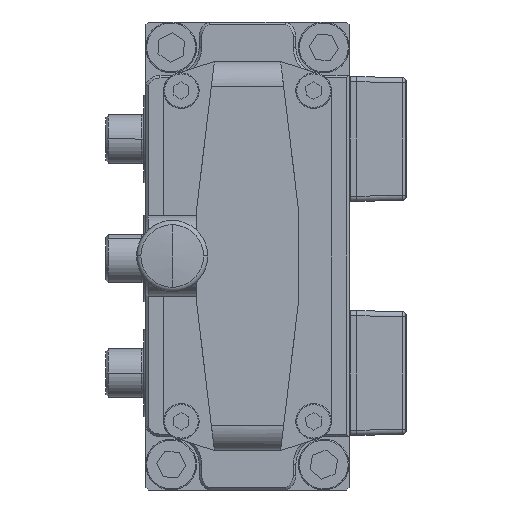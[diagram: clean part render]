
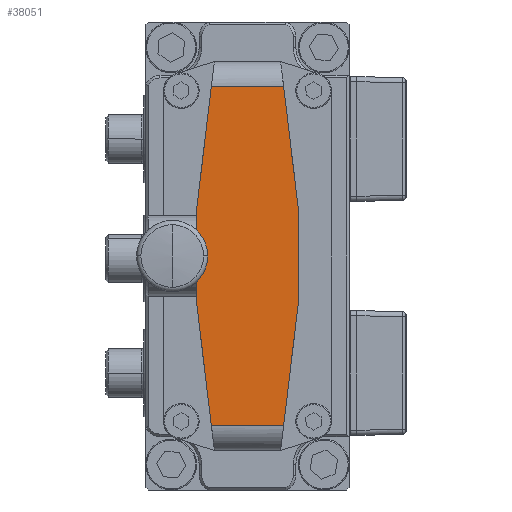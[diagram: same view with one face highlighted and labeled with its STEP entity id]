
A CAD part, front view. The second image highlights one B-rep face of the part: STEP entity #38051.
In plain terms, the highlighted planar face has unit normal (0, -1, 0).
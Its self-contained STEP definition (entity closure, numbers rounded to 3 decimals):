
#52 = DIRECTION ( 'NONE',  ( 0., 0., 1. ) ) ;
#262 = CARTESIAN_POINT ( 'NONE',  ( 10., -46.8, -9. ) ) ;
#815 = CARTESIAN_POINT ( 'NONE',  ( 9.964, -46.8, 9.6 ) ) ;
#1321 = EDGE_CURVE ( 'NONE', #47679, #25788, #2614, .T. ) ;
#1863 = EDGE_CURVE ( 'NONE', #25788, #49107, #33167, .T. ) ;
#2614 = LINE ( 'NONE', #25973, #47213 ) ;
#2733 = CARTESIAN_POINT ( 'NONE',  ( 9.964, -46.8, -9.6 ) ) ;
#3261 = VECTOR ( 'NONE', #36393, 1000. ) ;
#5194 = CARTESIAN_POINT ( 'NONE',  ( -5., -46.8, -9. ) ) ;
#6374 = ORIENTED_EDGE ( 'NONE', *, *, #42771, .T. ) ;
#6377 = ORIENTED_EDGE ( 'NONE', *, *, #1321, .T. ) ;
#6535 = EDGE_CURVE ( 'NONE', #22971, #49182, #26226, .T. ) ;
#7265 = EDGE_CURVE ( 'NONE', #21878, #22971, #21312, .T. ) ;
#9960 = CARTESIAN_POINT ( 'NONE',  ( 10., -46.8, 9. ) ) ;
#11415 = EDGE_CURVE ( 'NONE', #53660, #53980, #14752, .T. ) ;
#12859 = DIRECTION ( 'NONE',  ( 0., -1., 0. ) ) ;
#12930 = CARTESIAN_POINT ( 'NONE',  ( -5., -46.8, 9. ) ) ;
#13084 = CARTESIAN_POINT ( 'NONE',  ( -10., -46.8, 9. ) ) ;
#13691 = LINE ( 'NONE', #24815, #48128 ) ;
#14474 = CARTESIAN_POINT ( 'NONE',  ( -7.105, -46.8, -33.25 ) ) ;
#14752 = LINE ( 'NONE', #49213, #3261 ) ;
#15577 = CARTESIAN_POINT ( 'NONE',  ( 7.105, -46.8, 33.25 ) ) ;
#17197 = ORIENTED_EDGE ( 'NONE', *, *, #23978, .T. ) ;
#17245 = DIRECTION ( 'NONE',  ( -1., 0., 0. ) ) ;
#18247 = CARTESIAN_POINT ( 'NONE',  ( 5., -46.8, -9. ) ) ;
#18372 = DIRECTION ( 'NONE',  ( 0., -1., 0. ) ) ;
#18600 = VERTEX_POINT ( 'NONE', #43156 ) ;
#20687 = FACE_OUTER_BOUND ( 'NONE', #29431, .T. ) ;
#21217 = LINE ( 'NONE', #45816, #52934 ) ;
#21312 = CIRCLE ( 'NONE', #44025, 5. ) ;
#21878 = VERTEX_POINT ( 'NONE', #50866 ) ;
#22624 = DIRECTION ( 'NONE',  ( 1., 0., 0. ) ) ;
#22971 = VERTEX_POINT ( 'NONE', #52268 ) ;
#23823 = ORIENTED_EDGE ( 'NONE', *, *, #25204, .T. ) ;
#23978 = EDGE_CURVE ( 'NONE', #24644, #18600, #31167, .T. ) ;
#24644 = VERTEX_POINT ( 'NONE', #15577 ) ;
#24730 = ORIENTED_EDGE ( 'NONE', *, *, #11415, .T. ) ;
#24815 = CARTESIAN_POINT ( 'NONE',  ( -10., -46.8, 9. ) ) ;
#25204 = EDGE_CURVE ( 'NONE', #49107, #24644, #48685, .T. ) ;
#25788 = VERTEX_POINT ( 'NONE', #9960 ) ;
#25973 = CARTESIAN_POINT ( 'NONE',  ( 10., -46.8, 9. ) ) ;
#26226 = LINE ( 'NONE', #29027, #46467 ) ;
#26972 = PLANE ( 'NONE',  #27583 ) ;
#27060 = DIRECTION ( 'NONE',  ( -1., 0., 0. ) ) ;
#27583 = AXIS2_PLACEMENT_3D ( 'NONE', #44229, #18372, #48575 ) ;
#27644 = EDGE_CURVE ( 'NONE', #41621, #38451, #38423, .T. ) ;
#27993 = DIRECTION ( 'NONE',  ( -0.12, 0., 0.993 ) ) ;
#28949 = AXIS2_PLACEMENT_3D ( 'NONE', #18247, #48464, #22624 ) ;
#29027 = CARTESIAN_POINT ( 'NONE',  ( -9.964, -46.8, -9.6 ) ) ;
#29207 = EDGE_CURVE ( 'NONE', #18600, #41621, #21217, .T. ) ;
#29269 = ORIENTED_EDGE ( 'NONE', *, *, #7265, .T. ) ;
#29303 = VECTOR ( 'NONE', #50528, 1000. ) ;
#29431 = EDGE_LOOP ( 'NONE', ( #23823, #17197, #52058, #41267, #6374, #29269, #55347, #49139, #24730, #34926, #6377, #32823 ) ) ;
#30642 = CARTESIAN_POINT ( 'NONE',  ( -6.5, -46.8, 33.25 ) ) ;
#31167 = LINE ( 'NONE', #30642, #52752 ) ;
#31476 = AXIS2_PLACEMENT_3D ( 'NONE', #12930, #43099, #17245 ) ;
#32823 = ORIENTED_EDGE ( 'NONE', *, *, #1863, .T. ) ;
#33167 = CIRCLE ( 'NONE', #36644, 5. ) ;
#33408 = CARTESIAN_POINT ( 'NONE',  ( 7.105, -46.8, -33.25 ) ) ;
#34586 = DIRECTION ( 'NONE',  ( 0.12, 0., -0.993 ) ) ;
#34926 = ORIENTED_EDGE ( 'NONE', *, *, #37318, .T. ) ;
#36393 = DIRECTION ( 'NONE',  ( 0.12, 0., 0.993 ) ) ;
#36441 = CARTESIAN_POINT ( 'NONE',  ( 6.5, -46.8, 38.25 ) ) ;
#36644 = AXIS2_PLACEMENT_3D ( 'NONE', #38695, #12859, #47368 ) ;
#37318 = EDGE_CURVE ( 'NONE', #53980, #47679, #49865, .T. ) ;
#37506 = CARTESIAN_POINT ( 'NONE',  ( 6.5, -46.8, -33.25 ) ) ;
#38051 = ADVANCED_FACE ( 'NONE', ( #20687 ), #26972, .T. ) ;
#38423 = CIRCLE ( 'NONE', #31476, 5. ) ;
#38451 = VERTEX_POINT ( 'NONE', #13084 ) ;
#38695 = CARTESIAN_POINT ( 'NONE',  ( 5., -46.8, 9. ) ) ;
#39195 = EDGE_CURVE ( 'NONE', #49182, #53660, #40739, .T. ) ;
#40540 = CARTESIAN_POINT ( 'NONE',  ( -9.964, -46.8, 9.6 ) ) ;
#40739 = LINE ( 'NONE', #37506, #29303 ) ;
#41267 = ORIENTED_EDGE ( 'NONE', *, *, #27644, .T. ) ;
#41621 = VERTEX_POINT ( 'NONE', #40540 ) ;
#42771 = EDGE_CURVE ( 'NONE', #38451, #21878, #13691, .T. ) ;
#43099 = DIRECTION ( 'NONE',  ( 0., -1., 0. ) ) ;
#43156 = CARTESIAN_POINT ( 'NONE',  ( -7.105, -46.8, 33.25 ) ) ;
#43812 = DIRECTION ( 'NONE',  ( -1., 0., 0. ) ) ;
#44025 = AXIS2_PLACEMENT_3D ( 'NONE', #5194, #48468, #27060 ) ;
#44229 = CARTESIAN_POINT ( 'NONE',  ( -13., -46.8, -32.5 ) ) ;
#45816 = CARTESIAN_POINT ( 'NONE',  ( -6.5, -46.8, 38.25 ) ) ;
#46309 = DIRECTION ( 'NONE',  ( 0., 0., -1. ) ) ;
#46467 = VECTOR ( 'NONE', #34586, 1000. ) ;
#47213 = VECTOR ( 'NONE', #52, 1000. ) ;
#47324 = VECTOR ( 'NONE', #27993, 1000. ) ;
#47368 = DIRECTION ( 'NONE',  ( 1., 0., 0. ) ) ;
#47679 = VERTEX_POINT ( 'NONE', #262 ) ;
#48128 = VECTOR ( 'NONE', #46309, 1000. ) ;
#48464 = DIRECTION ( 'NONE',  ( 0., -1., 0. ) ) ;
#48468 = DIRECTION ( 'NONE',  ( 0., -1., 0. ) ) ;
#48575 = DIRECTION ( 'NONE',  ( -1., 0., 0. ) ) ;
#48685 = LINE ( 'NONE', #36441, #47324 ) ;
#49107 = VERTEX_POINT ( 'NONE', #815 ) ;
#49139 = ORIENTED_EDGE ( 'NONE', *, *, #39195, .T. ) ;
#49182 = VERTEX_POINT ( 'NONE', #14474 ) ;
#49213 = CARTESIAN_POINT ( 'NONE',  ( 9.964, -46.8, -9.6 ) ) ;
#49865 = CIRCLE ( 'NONE', #28949, 5. ) ;
#50141 = DIRECTION ( 'NONE',  ( -0.12, 0., -0.993 ) ) ;
#50528 = DIRECTION ( 'NONE',  ( 1., 0., 0. ) ) ;
#50866 = CARTESIAN_POINT ( 'NONE',  ( -10., -46.8, -9. ) ) ;
#52058 = ORIENTED_EDGE ( 'NONE', *, *, #29207, .T. ) ;
#52268 = CARTESIAN_POINT ( 'NONE',  ( -9.964, -46.8, -9.6 ) ) ;
#52752 = VECTOR ( 'NONE', #43812, 1000. ) ;
#52934 = VECTOR ( 'NONE', #50141, 1000. ) ;
#53660 = VERTEX_POINT ( 'NONE', #33408 ) ;
#53980 = VERTEX_POINT ( 'NONE', #2733 ) ;
#55347 = ORIENTED_EDGE ( 'NONE', *, *, #6535, .T. ) ;
